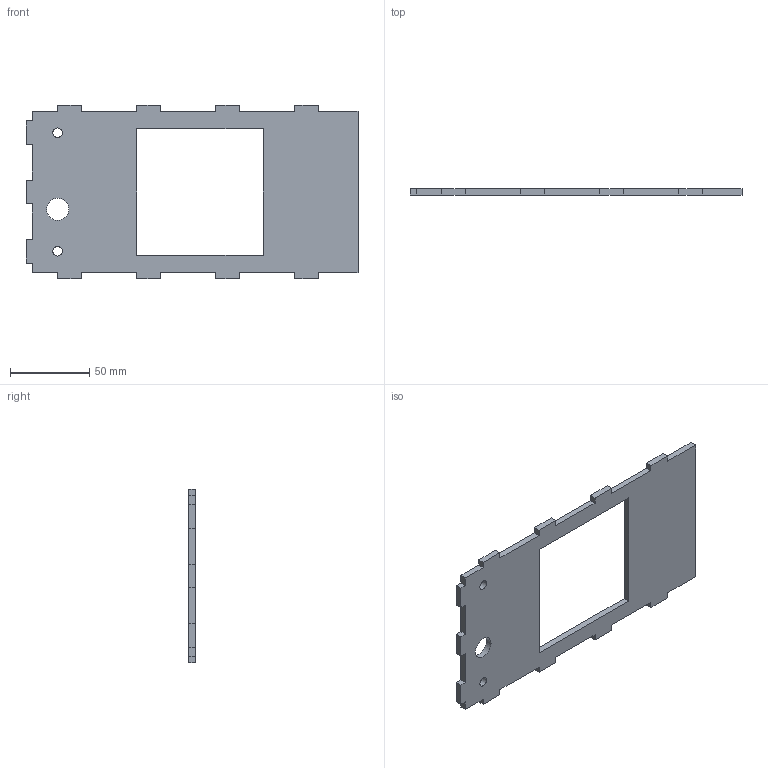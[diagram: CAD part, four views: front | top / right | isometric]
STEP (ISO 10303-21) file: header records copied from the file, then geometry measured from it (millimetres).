
FILE_DESCRIPTION(/* description */ (''),/* implementation_level */ '2;1');
FILE_NAME(/* name */ 'Крышка_к.stp',/* time_stamp */ '2024-01-27T13:34:26+03:00',/* author */ ('79651'),/* organization */ (''),/* preprocessor_version */ 'ST-DEVELOPER v18.1',/* originating_system */ 'Autodesk Inventor 2022',/* authorisation */ '');
FILE_SCHEMA (('AUTOMOTIVE_DESIGN { 1 0 10303 214 3 1 1 }'));
Length unit declared in the file: millimetre
Products named in the file (1): Крышка_к
Bounding box: 210 x 4 x 110 mm (x, y, z)
Volume: 60246.1 mm3; surface area: 34545.8 mm2
Topology: 1 solids, 1 shells, 57 faces, 165 edges, 110 vertices
Faces by surface type: plane 54, cylinder 3
Full cylindrical faces by diameter (mm): 6 x2, 14 x1
Entity records: 1900 total; most frequent: CARTESIAN_POINT 333, ORIENTED_EDGE 330, DIRECTION 287, EDGE_CURVE 165, LINE 159, VECTOR 159, VERTEX_POINT 110, EDGE_LOOP 65
